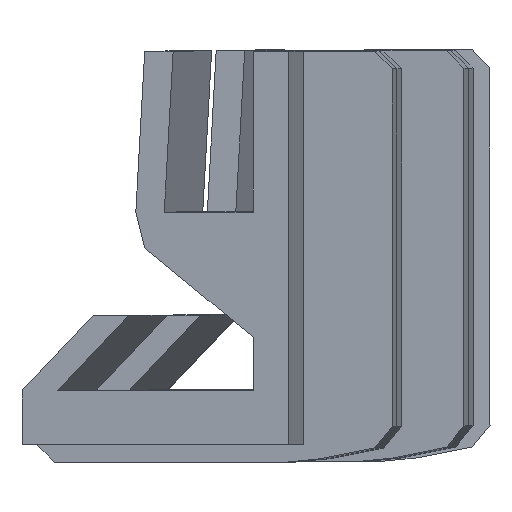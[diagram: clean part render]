
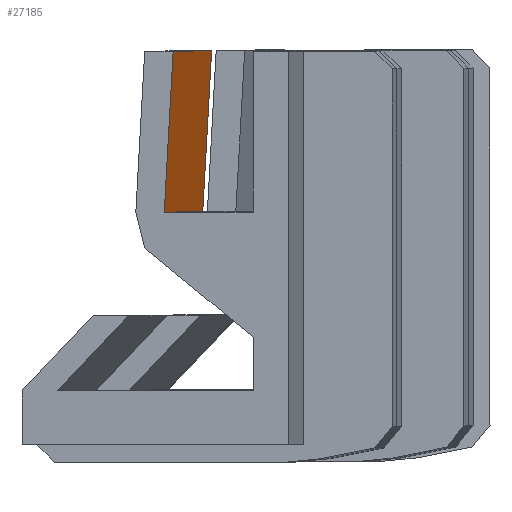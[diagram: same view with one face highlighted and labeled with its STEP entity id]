
A CAD part, left-side view. The second image highlights one B-rep face of the part: STEP entity #27185.
In plain terms, the highlighted face is planar.
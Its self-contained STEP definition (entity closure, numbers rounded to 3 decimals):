
#25344 = PLANE('',#25345);
#25345 = AXIS2_PLACEMENT_3D('',#25346,#25347,#25348);
#25346 = CARTESIAN_POINT('',(-10.5,5.766,9.503));
#25347 = DIRECTION('',(-1.,0.,0.));
#25348 = DIRECTION('',(0.,0.,1.));
#25778 = PLANE('',#25779);
#25779 = AXIS2_PLACEMENT_3D('',#25780,#25781,#25782);
#25780 = CARTESIAN_POINT('',(10.5,5.766,9.503));
#25781 = DIRECTION('',(-1.,0.,0.));
#25782 = DIRECTION('',(0.,0.,1.));
#25982 = VERTEX_POINT('',#25983);
#25983 = CARTESIAN_POINT('',(-10.5,7.,13.));
#25997 = PLANE('',#25998);
#25998 = AXIS2_PLACEMENT_3D('',#25999,#26000,#26001);
#25999 = CARTESIAN_POINT('',(0.,2.,13.));
#26000 = DIRECTION('',(0.,0.,-1.));
#26001 = DIRECTION('',(0.,1.,0.));
#26009 = EDGE_CURVE('',#25982,#26010,#26012,.T.);
#26010 = VERTEX_POINT('',#26011);
#26011 = CARTESIAN_POINT('',(-10.5,6.5,22.));
#26012 = SURFACE_CURVE('',#26013,(#26017,#26024),.PCURVE_S1.);
#26013 = LINE('',#26014,#26015);
#26014 = CARTESIAN_POINT('',(-10.5,7.,13.));
#26015 = VECTOR('',#26016,1.);
#26016 = DIRECTION('',(0.,-0.055,0.998));
#26017 = PCURVE('',#25344,#26018);
#26018 = DEFINITIONAL_REPRESENTATION('',(#26019),#26023);
#26019 = LINE('',#26020,#26021);
#26020 = CARTESIAN_POINT('',(3.497,1.234));
#26021 = VECTOR('',#26022,1.);
#26022 = DIRECTION('',(0.998,-0.055));
#26023 = ( GEOMETRIC_REPRESENTATION_CONTEXT(2) 
PARAMETRIC_REPRESENTATION_CONTEXT() REPRESENTATION_CONTEXT('2D SPACE',''
  ) );
#26024 = PCURVE('',#26025,#26030);
#26025 = PLANE('',#26026);
#26026 = AXIS2_PLACEMENT_3D('',#26027,#26028,#26029);
#26027 = CARTESIAN_POINT('',(0.,7.,13.));
#26028 = DIRECTION('',(0.,0.998,0.055));
#26029 = DIRECTION('',(0.,-0.055,0.998));
#26030 = DEFINITIONAL_REPRESENTATION('',(#26031),#26035);
#26031 = LINE('',#26032,#26033);
#26032 = CARTESIAN_POINT('',(0.,-10.5));
#26033 = VECTOR('',#26034,1.);
#26034 = DIRECTION('',(1.,0.));
#26035 = ( GEOMETRIC_REPRESENTATION_CONTEXT(2) 
PARAMETRIC_REPRESENTATION_CONTEXT() REPRESENTATION_CONTEXT('2D SPACE',''
  ) );
#26053 = PLANE('',#26054);
#26054 = AXIS2_PLACEMENT_3D('',#26055,#26056,#26057);
#26055 = CARTESIAN_POINT('',(0.,6.5,22.));
#26056 = DIRECTION('',(0.,0.,-1.));
#26057 = DIRECTION('',(0.,1.,0.));
#26838 = VERTEX_POINT('',#26839);
#26839 = CARTESIAN_POINT('',(10.5,7.,13.));
#26860 = EDGE_CURVE('',#26838,#26861,#26863,.T.);
#26861 = VERTEX_POINT('',#26862);
#26862 = CARTESIAN_POINT('',(10.5,6.5,22.));
#26863 = SURFACE_CURVE('',#26864,(#26868,#26875),.PCURVE_S1.);
#26864 = LINE('',#26865,#26866);
#26865 = CARTESIAN_POINT('',(10.5,7.,13.));
#26866 = VECTOR('',#26867,1.);
#26867 = DIRECTION('',(0.,-0.055,0.998));
#26868 = PCURVE('',#25778,#26869);
#26869 = DEFINITIONAL_REPRESENTATION('',(#26870),#26874);
#26870 = LINE('',#26871,#26872);
#26871 = CARTESIAN_POINT('',(3.497,1.234));
#26872 = VECTOR('',#26873,1.);
#26873 = DIRECTION('',(0.998,-0.055));
#26874 = ( GEOMETRIC_REPRESENTATION_CONTEXT(2) 
PARAMETRIC_REPRESENTATION_CONTEXT() REPRESENTATION_CONTEXT('2D SPACE',''
  ) );
#26875 = PCURVE('',#26025,#26876);
#26876 = DEFINITIONAL_REPRESENTATION('',(#26877),#26881);
#26877 = LINE('',#26878,#26879);
#26878 = CARTESIAN_POINT('',(0.,10.5));
#26879 = VECTOR('',#26880,1.);
#26880 = DIRECTION('',(1.,0.));
#26881 = ( GEOMETRIC_REPRESENTATION_CONTEXT(2) 
PARAMETRIC_REPRESENTATION_CONTEXT() REPRESENTATION_CONTEXT('2D SPACE',''
  ) );
#27163 = EDGE_CURVE('',#26838,#25982,#27164,.T.);
#27164 = SURFACE_CURVE('',#27165,(#27169,#27176),.PCURVE_S1.);
#27165 = LINE('',#27166,#27167);
#27166 = CARTESIAN_POINT('',(10.5,7.,13.));
#27167 = VECTOR('',#27168,1.);
#27168 = DIRECTION('',(-1.,0.,0.));
#27169 = PCURVE('',#25997,#27170);
#27170 = DEFINITIONAL_REPRESENTATION('',(#27171),#27175);
#27171 = LINE('',#27172,#27173);
#27172 = CARTESIAN_POINT('',(5.,10.5));
#27173 = VECTOR('',#27174,1.);
#27174 = DIRECTION('',(0.,-1.));
#27175 = ( GEOMETRIC_REPRESENTATION_CONTEXT(2) 
PARAMETRIC_REPRESENTATION_CONTEXT() REPRESENTATION_CONTEXT('2D SPACE',''
  ) );
#27176 = PCURVE('',#26025,#27177);
#27177 = DEFINITIONAL_REPRESENTATION('',(#27178),#27182);
#27178 = LINE('',#27179,#27180);
#27179 = CARTESIAN_POINT('',(0.,10.5));
#27180 = VECTOR('',#27181,1.);
#27181 = DIRECTION('',(0.,-1.));
#27182 = ( GEOMETRIC_REPRESENTATION_CONTEXT(2) 
PARAMETRIC_REPRESENTATION_CONTEXT() REPRESENTATION_CONTEXT('2D SPACE',''
  ) );
#27185 = ADVANCED_FACE('',(#27186),#26025,.F.);
#27186 = FACE_BOUND('',#27187,.F.);
#27187 = EDGE_LOOP('',(#27188,#27189,#27210,#27211));
#27188 = ORIENTED_EDGE('',*,*,#26009,.T.);
#27189 = ORIENTED_EDGE('',*,*,#27190,.F.);
#27190 = EDGE_CURVE('',#26861,#26010,#27191,.T.);
#27191 = SURFACE_CURVE('',#27192,(#27196,#27203),.PCURVE_S1.);
#27192 = LINE('',#27193,#27194);
#27193 = CARTESIAN_POINT('',(10.5,6.5,22.));
#27194 = VECTOR('',#27195,1.);
#27195 = DIRECTION('',(-1.,0.,0.));
#27196 = PCURVE('',#26025,#27197);
#27197 = DEFINITIONAL_REPRESENTATION('',(#27198),#27202);
#27198 = LINE('',#27199,#27200);
#27199 = CARTESIAN_POINT('',(9.014,10.5));
#27200 = VECTOR('',#27201,1.);
#27201 = DIRECTION('',(0.,-1.));
#27202 = ( GEOMETRIC_REPRESENTATION_CONTEXT(2) 
PARAMETRIC_REPRESENTATION_CONTEXT() REPRESENTATION_CONTEXT('2D SPACE',''
  ) );
#27203 = PCURVE('',#26053,#27204);
#27204 = DEFINITIONAL_REPRESENTATION('',(#27205),#27209);
#27205 = LINE('',#27206,#27207);
#27206 = CARTESIAN_POINT('',(0.,10.5));
#27207 = VECTOR('',#27208,1.);
#27208 = DIRECTION('',(0.,-1.));
#27209 = ( GEOMETRIC_REPRESENTATION_CONTEXT(2) 
PARAMETRIC_REPRESENTATION_CONTEXT() REPRESENTATION_CONTEXT('2D SPACE',''
  ) );
#27210 = ORIENTED_EDGE('',*,*,#26860,.F.);
#27211 = ORIENTED_EDGE('',*,*,#27163,.T.);
